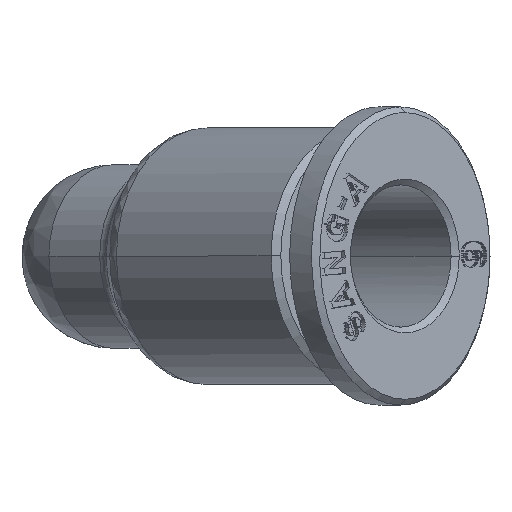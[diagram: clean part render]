
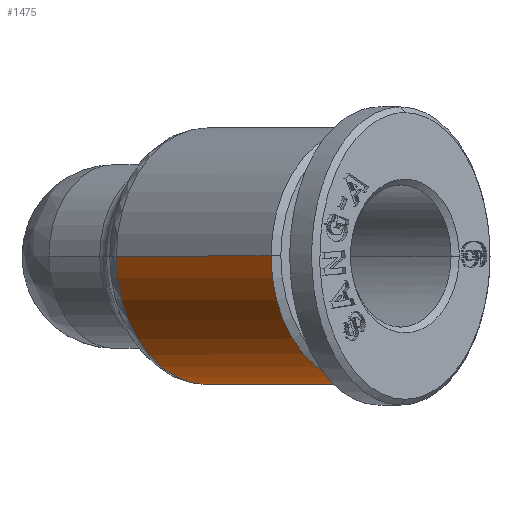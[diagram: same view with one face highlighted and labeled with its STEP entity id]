
A CAD part, top view. The second image highlights one B-rep face of the part: STEP entity #1475.
In plain terms, the highlighted cylindrical face has radius 5.6 mm (diameter 11.2 mm), a partial arc.
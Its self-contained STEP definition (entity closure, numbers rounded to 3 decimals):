
#13 = CARTESIAN_POINT ( 'NONE',  ( 3.406, 0., 7.097 ) ) ;
#622 = DIRECTION ( 'NONE',  ( 0.707, 0., -0.707 ) ) ;
#626 = CYLINDRICAL_SURFACE ( 'NONE', #6810, 5.6 ) ;
#650 = DIRECTION ( 'NONE',  ( 0.707, 0., 0.707 ) ) ;
#917 = CARTESIAN_POINT ( 'NONE',  ( 14.108, 0., 9.88 ) ) ;
#1066 = LINE ( 'NONE', #4756, #8692 ) ;
#1310 = DIRECTION ( 'NONE',  ( -0.707, 0., -0.707 ) ) ;
#1371 = CARTESIAN_POINT ( 'NONE',  ( 6.189, 0., 9.88 ) ) ;
#1475 = ADVANCED_FACE ( 'NONE', ( #8713 ), #626, .T. ) ;
#1762 = CIRCLE ( 'NONE', #8618, 5.6 ) ;
#1925 = CARTESIAN_POINT ( 'NONE',  ( 6.189, 0., 17.799 ) ) ;
#2048 = CARTESIAN_POINT ( 'NONE',  ( 10.148, 0., 5.92 ) ) ;
#2075 = DIRECTION ( 'NONE',  ( 0.707, 0., 0.707 ) ) ;
#2502 = VECTOR ( 'NONE', #2075, 1000. ) ;
#2515 = VERTEX_POINT ( 'NONE', #8522 ) ;
#2957 = ORIENTED_EDGE ( 'NONE', *, *, #7812, .T. ) ;
#3313 = ORIENTED_EDGE ( 'NONE', *, *, #5546, .F. ) ;
#3327 = CARTESIAN_POINT ( 'NONE',  ( 10.148, 0., 13.839 ) ) ;
#3364 = AXIS2_PLACEMENT_3D ( 'NONE', #13, #6278, #4116 ) ;
#3496 = EDGE_CURVE ( 'NONE', #2515, #6232, #1066, .T. ) ;
#3747 = CIRCLE ( 'NONE', #3364, 5.6 ) ;
#3874 = ORIENTED_EDGE ( 'NONE', *, *, #3496, .F. ) ;
#4116 = DIRECTION ( 'NONE',  ( 0.707, 0., -0.707 ) ) ;
#4198 = CARTESIAN_POINT ( 'NONE',  ( 7.366, 0., 3.137 ) ) ;
#4426 = EDGE_LOOP ( 'NONE', ( #3874, #3313, #7723, #2957 ) ) ;
#4756 = CARTESIAN_POINT ( 'NONE',  ( 2.229, 0., 13.839 ) ) ;
#5546 = EDGE_CURVE ( 'NONE', #8849, #2515, #3747, .T. ) ;
#6232 = VERTEX_POINT ( 'NONE', #1925 ) ;
#6278 = DIRECTION ( 'NONE',  ( -0.707, 0., -0.707 ) ) ;
#6810 = AXIS2_PLACEMENT_3D ( 'NONE', #1371, #8261, #622 ) ;
#6867 = LINE ( 'NONE', #2048, #2502 ) ;
#6984 = VERTEX_POINT ( 'NONE', #917 ) ;
#7442 = DIRECTION ( 'NONE',  ( 0.707, 0., -0.707 ) ) ;
#7723 = ORIENTED_EDGE ( 'NONE', *, *, #8462, .T. ) ;
#7812 = EDGE_CURVE ( 'NONE', #6984, #6232, #1762, .T. ) ;
#8261 = DIRECTION ( 'NONE',  ( 0.707, 0., 0.707 ) ) ;
#8462 = EDGE_CURVE ( 'NONE', #8849, #6984, #6867, .T. ) ;
#8522 = CARTESIAN_POINT ( 'NONE',  ( -0.554, 0., 11.057 ) ) ;
#8618 = AXIS2_PLACEMENT_3D ( 'NONE', #3327, #1310, #7442 ) ;
#8692 = VECTOR ( 'NONE', #650, 1000. ) ;
#8713 = FACE_OUTER_BOUND ( 'NONE', #4426, .T. ) ;
#8849 = VERTEX_POINT ( 'NONE', #4198 ) ;
